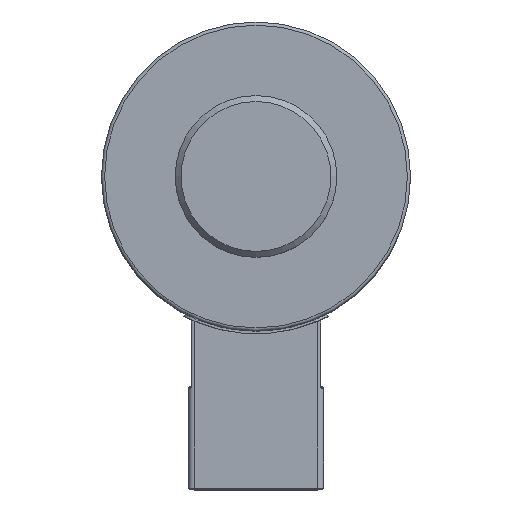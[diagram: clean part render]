
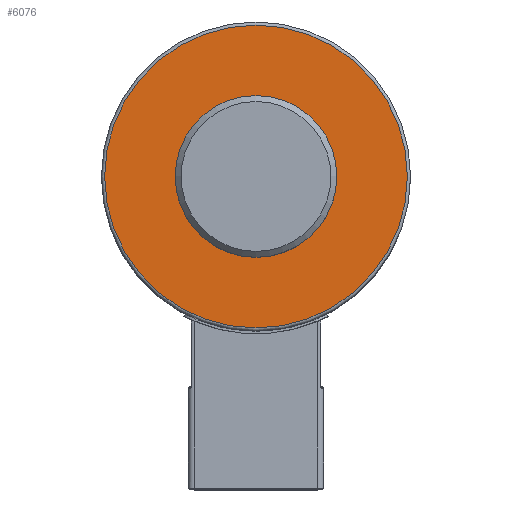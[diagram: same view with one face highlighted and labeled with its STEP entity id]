
A CAD part, top view. The second image highlights one B-rep face of the part: STEP entity #6076.
In plain terms, the highlighted planar face has unit normal (0, 0, 1).
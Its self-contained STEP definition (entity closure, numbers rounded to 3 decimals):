
#1038=PLANE('',#6482);
#1332=FACE_BOUND('',#1801,.T.);
#1403=FACE_OUTER_BOUND('',#1800,.T.);
#1800=EDGE_LOOP('',(#4164));
#1801=EDGE_LOOP('',(#4165));
#2243=CIRCLE('',#6483,51.5);
#2244=CIRCLE('',#6484,27.5);
#2596=VERTEX_POINT('',#9162);
#2597=VERTEX_POINT('',#9164);
#3210=EDGE_CURVE('',#2596,#2596,#2243,.T.);
#3211=EDGE_CURVE('',#2597,#2597,#2244,.T.);
#4164=ORIENTED_EDGE('',*,*,#3210,.F.);
#4165=ORIENTED_EDGE('',*,*,#3211,.F.);
#6076=ADVANCED_FACE('',(#1403,#1332),#1038,.T.);
#6482=AXIS2_PLACEMENT_3D('',#9161,#7283,#7284);
#6483=AXIS2_PLACEMENT_3D('',#9163,#7285,#7286);
#6484=AXIS2_PLACEMENT_3D('',#9165,#7287,#7288);
#7283=DIRECTION('center_axis',(0.,0.,1.));
#7284=DIRECTION('ref_axis',(1.,0.,0.));
#7285=DIRECTION('center_axis',(0.,0.,-1.));
#7286=DIRECTION('ref_axis',(0.,1.,0.));
#7287=DIRECTION('center_axis',(0.,0.,1.));
#7288=DIRECTION('ref_axis',(0.,-1.,0.));
#9161=CARTESIAN_POINT('Origin',(0.,51.134,222.96));
#9162=CARTESIAN_POINT('',(0.,51.5,222.96));
#9163=CARTESIAN_POINT('Origin',(0.,0.,
222.96));
#9164=CARTESIAN_POINT('',(0.,27.5,222.96));
#9165=CARTESIAN_POINT('Origin',(0.,0.,
222.96));
